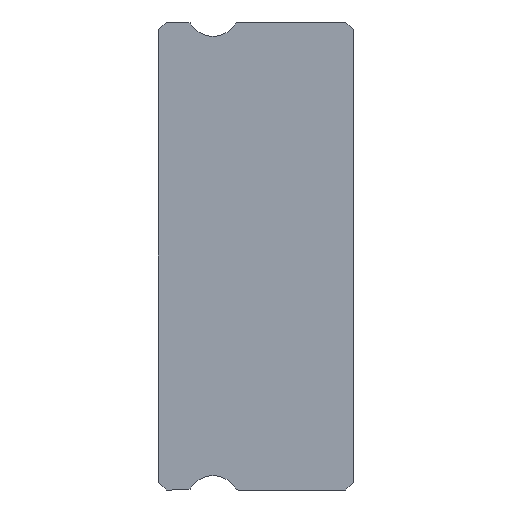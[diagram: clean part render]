
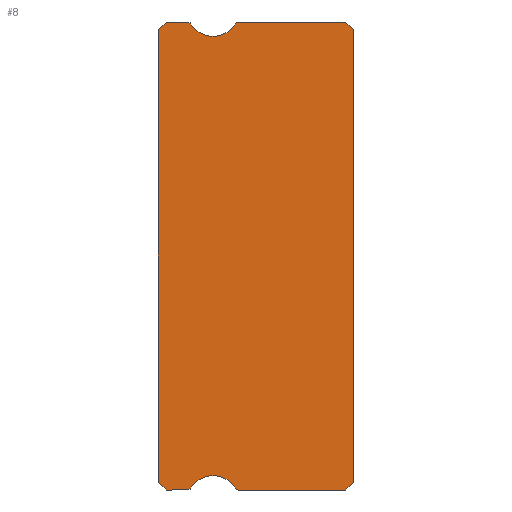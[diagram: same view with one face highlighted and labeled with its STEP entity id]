
A CAD part, left-side view. The second image highlights one B-rep face of the part: STEP entity #8.
In plain terms, the highlighted planar face has unit normal (-1, 0, 0).
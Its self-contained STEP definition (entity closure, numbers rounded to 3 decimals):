
#1 = EDGE_CURVE ( 'NONE', #937, #1209, #847, .T. ) ;
#3 = VERTEX_POINT ( 'NONE', #139 ) ;
#5 = FACE_OUTER_BOUND ( 'NONE', #721, .T. ) ;
#8 = ADVANCED_FACE ( 'NONE', ( #5 ), #703, .F. ) ;
#9 = ORIENTED_EDGE ( 'NONE', *, *, #477, .T. ) ;
#14 = DIRECTION ( 'NONE',  ( 0., -0.707, -0.707 ) ) ;
#21 = AXIS2_PLACEMENT_3D ( 'NONE', #1450, #340, #893 ) ;
#25 = CARTESIAN_POINT ( 'NONE',  ( -5., 0., -8.7 ) ) ;
#26 = CARTESIAN_POINT ( 'NONE',  ( -5., 6.381, 8.85 ) ) ;
#45 = CARTESIAN_POINT ( 'NONE',  ( -5., 6.381, -8.85 ) ) ;
#58 = ORIENTED_EDGE ( 'NONE', *, *, #906, .F. ) ;
#67 = EDGE_CURVE ( 'NONE', #275, #546, #1352, .T. ) ;
#73 = CARTESIAN_POINT ( 'NONE',  ( -5., 7.5, 8.7 ) ) ;
#116 = CARTESIAN_POINT ( 'NONE',  ( -5., 6.381, 8.85 ) ) ;
#121 = EDGE_CURVE ( 'NONE', #355, #275, #1135, .T. ) ;
#122 = CARTESIAN_POINT ( 'NONE',  ( -5., 6.381, 9. ) ) ;
#133 = CARTESIAN_POINT ( 'NONE',  ( -5., 6.381, -9. ) ) ;
#139 = CARTESIAN_POINT ( 'NONE',  ( -5., 0., -8.7 ) ) ;
#142 = AXIS2_PLACEMENT_3D ( 'NONE', #1429, #1423, #547 ) ;
#148 = ORIENTED_EDGE ( 'NONE', *, *, #1369, .T. ) ;
#164 = CARTESIAN_POINT ( 'NONE',  ( -5., 4.547, 8.928 ) ) ;
#194 = CARTESIAN_POINT ( 'NONE',  ( -5., 7.2, 9. ) ) ;
#203 = DIRECTION ( 'NONE',  ( 0., 0., -1. ) ) ;
#210 = EDGE_CURVE ( 'NONE', #298, #552, #241, .T. ) ;
#214 = CARTESIAN_POINT ( 'NONE',  ( -5., 0.3, 9. ) ) ;
#239 = DIRECTION ( 'NONE',  ( 1., 0., 0. ) ) ;
#241 = CIRCLE ( 'NONE', #913, 1. ) ;
#260 = DIRECTION ( 'NONE',  ( 0., 0., -1. ) ) ;
#261 = VECTOR ( 'NONE', #1308, 1000. ) ;
#263 = VECTOR ( 'NONE', #580, 1000. ) ;
#264 = DIRECTION ( 'NONE',  ( 0., 0., 1. ) ) ;
#272 = ORIENTED_EDGE ( 'NONE', *, *, #121, .F. ) ;
#275 = VERTEX_POINT ( 'NONE', #877 ) ;
#278 = AXIS2_PLACEMENT_3D ( 'NONE', #788, #1386, #1273 ) ;
#292 = DIRECTION ( 'NONE',  ( 0., -1., 0. ) ) ;
#298 = VERTEX_POINT ( 'NONE', #1090 ) ;
#316 = EDGE_CURVE ( 'NONE', #1196, #577, #787, .T. ) ;
#335 = LINE ( 'NONE', #1040, #770 ) ;
#340 = DIRECTION ( 'NONE',  ( 1., 0., 0. ) ) ;
#355 = VERTEX_POINT ( 'NONE', #974 ) ;
#367 = DIRECTION ( 'NONE',  ( 1., 0., 0. ) ) ;
#368 = EDGE_CURVE ( 'NONE', #858, #577, #1302, .T. ) ;
#383 = DIRECTION ( 'NONE',  ( 0., -0.707, -0.707 ) ) ;
#390 = EDGE_CURVE ( 'NONE', #1056, #717, #545, .T. ) ;
#396 = CARTESIAN_POINT ( 'NONE',  ( -5., 5.4, 9.45 ) ) ;
#413 = DIRECTION ( 'NONE',  ( 0., 1., 0. ) ) ;
#477 = EDGE_CURVE ( 'NONE', #3, #988, #911, .T. ) ;
#494 = VECTOR ( 'NONE', #656, 1000. ) ;
#505 = EDGE_CURVE ( 'NONE', #845, #1192, #1425, .T. ) ;
#527 = EDGE_CURVE ( 'NONE', #717, #988, #1245, .T. ) ;
#538 = ORIENTED_EDGE ( 'NONE', *, *, #67, .F. ) ;
#545 = LINE ( 'NONE', #122, #261 ) ;
#546 = VERTEX_POINT ( 'NONE', #833 ) ;
#547 = DIRECTION ( 'NONE',  ( 0., 0., -1. ) ) ;
#552 = VERTEX_POINT ( 'NONE', #164 ) ;
#577 = VERTEX_POINT ( 'NONE', #732 ) ;
#580 = DIRECTION ( 'NONE',  ( 0., 1., 0. ) ) ;
#585 = DIRECTION ( 'NONE',  ( 0., 0.707, -0.707 ) ) ;
#592 = LINE ( 'NONE', #25, #680 ) ;
#598 = ORIENTED_EDGE ( 'NONE', *, *, #1377, .F. ) ;
#622 = EDGE_CURVE ( 'NONE', #937, #1196, #625, .T. ) ;
#625 = LINE ( 'NONE', #1063, #1306 ) ;
#656 = DIRECTION ( 'NONE',  ( 0., 0.707, -0.707 ) ) ;
#669 = CARTESIAN_POINT ( 'NONE',  ( -5., 6.253, -8.928 ) ) ;
#680 = VECTOR ( 'NONE', #585, 1000. ) ;
#689 = EDGE_CURVE ( 'NONE', #853, #1192, #846, .T. ) ;
#703 = PLANE ( 'NONE',  #1054 ) ;
#717 = VERTEX_POINT ( 'NONE', #214 ) ;
#721 = EDGE_LOOP ( 'NONE', ( #1240, #148, #832, #1104, #908, #538, #272, #58, #9, #909, #919, #1151, #841, #598, #1404, #1070, #746 ) ) ;
#732 = CARTESIAN_POINT ( 'NONE',  ( -5., 7.5, 8.7 ) ) ;
#746 = ORIENTED_EDGE ( 'NONE', *, *, #316, .T. ) ;
#748 = CIRCLE ( 'NONE', #278, 1. ) ;
#763 = EDGE_CURVE ( 'NONE', #552, #1056, #1351, .T. ) ;
#770 = VECTOR ( 'NONE', #383, 1000. ) ;
#787 = LINE ( 'NONE', #73, #494 ) ;
#788 = CARTESIAN_POINT ( 'NONE',  ( -5., 5.4, 9.45 ) ) ;
#802 = EDGE_CURVE ( 'NONE', #546, #845, #822, .T. ) ;
#803 = CARTESIAN_POINT ( 'NONE',  ( -5., 0., 8.7 ) ) ;
#822 = CIRCLE ( 'NONE', #1284, 1. ) ;
#832 = ORIENTED_EDGE ( 'NONE', *, *, #689, .T. ) ;
#833 = CARTESIAN_POINT ( 'NONE',  ( -5., 4.547, -8.928 ) ) ;
#841 = ORIENTED_EDGE ( 'NONE', *, *, #210, .F. ) ;
#845 = VERTEX_POINT ( 'NONE', #669 ) ;
#846 = LINE ( 'NONE', #1288, #1024 ) ;
#847 = CIRCLE ( 'NONE', #1027, 0.15 ) ;
#853 = VERTEX_POINT ( 'NONE', #897 ) ;
#858 = VERTEX_POINT ( 'NONE', #1029 ) ;
#877 = CARTESIAN_POINT ( 'NONE',  ( -5., 4.419, -9. ) ) ;
#884 = CARTESIAN_POINT ( 'NONE',  ( -5., 5.4, -9.45 ) ) ;
#893 = DIRECTION ( 'NONE',  ( 0., 0., -1. ) ) ;
#897 = CARTESIAN_POINT ( 'NONE',  ( -5., 7.2, -9. ) ) ;
#898 = DIRECTION ( 'NONE',  ( 0., 0., -1. ) ) ;
#906 = EDGE_CURVE ( 'NONE', #3, #355, #592, .T. ) ;
#908 = ORIENTED_EDGE ( 'NONE', *, *, #802, .F. ) ;
#909 = ORIENTED_EDGE ( 'NONE', *, *, #527, .F. ) ;
#911 = LINE ( 'NONE', #803, #1449 ) ;
#913 = AXIS2_PLACEMENT_3D ( 'NONE', #396, #936, #944 ) ;
#919 = ORIENTED_EDGE ( 'NONE', *, *, #390, .F. ) ;
#920 = CARTESIAN_POINT ( 'NONE',  ( -5., 6.381, 9. ) ) ;
#936 = DIRECTION ( 'NONE',  ( -1., 0., 0. ) ) ;
#937 = VERTEX_POINT ( 'NONE', #920 ) ;
#942 = CARTESIAN_POINT ( 'NONE',  ( -5., 4.419, 9. ) ) ;
#944 = DIRECTION ( 'NONE',  ( 0., 0., -1. ) ) ;
#974 = CARTESIAN_POINT ( 'NONE',  ( -5., 0.3, -9. ) ) ;
#988 = VERTEX_POINT ( 'NONE', #1021 ) ;
#1002 = VECTOR ( 'NONE', #1195, 1000. ) ;
#1021 = CARTESIAN_POINT ( 'NONE',  ( -5., 0., 8.7 ) ) ;
#1024 = VECTOR ( 'NONE', #292, 1000. ) ;
#1025 = CARTESIAN_POINT ( 'NONE',  ( -5., 0.3, 9. ) ) ;
#1027 = AXIS2_PLACEMENT_3D ( 'NONE', #26, #1256, #898 ) ;
#1029 = CARTESIAN_POINT ( 'NONE',  ( -5., 7.5, -8.7 ) ) ;
#1040 = CARTESIAN_POINT ( 'NONE',  ( -5., 7.2, -9. ) ) ;
#1054 = AXIS2_PLACEMENT_3D ( 'NONE', #116, #239, #260 ) ;
#1056 = VERTEX_POINT ( 'NONE', #942 ) ;
#1063 = CARTESIAN_POINT ( 'NONE',  ( -5., 7.2, 9. ) ) ;
#1070 = ORIENTED_EDGE ( 'NONE', *, *, #622, .T. ) ;
#1090 = CARTESIAN_POINT ( 'NONE',  ( -5., 5.4, 8.45 ) ) ;
#1104 = ORIENTED_EDGE ( 'NONE', *, *, #505, .F. ) ;
#1106 = CARTESIAN_POINT ( 'NONE',  ( -5., 6.381, -9. ) ) ;
#1135 = LINE ( 'NONE', #133, #263 ) ;
#1151 = ORIENTED_EDGE ( 'NONE', *, *, #763, .F. ) ;
#1192 = VERTEX_POINT ( 'NONE', #1106 ) ;
#1195 = DIRECTION ( 'NONE',  ( 0., 0., 1. ) ) ;
#1196 = VERTEX_POINT ( 'NONE', #194 ) ;
#1209 = VERTEX_POINT ( 'NONE', #1437 ) ;
#1236 = VECTOR ( 'NONE', #14, 1000. ) ;
#1240 = ORIENTED_EDGE ( 'NONE', *, *, #368, .F. ) ;
#1245 = LINE ( 'NONE', #1025, #1236 ) ;
#1256 = DIRECTION ( 'NONE',  ( 1., 0., 0. ) ) ;
#1259 = DIRECTION ( 'NONE',  ( 0., 0., -1. ) ) ;
#1273 = DIRECTION ( 'NONE',  ( 0., 0., -1. ) ) ;
#1284 = AXIS2_PLACEMENT_3D ( 'NONE', #884, #1334, #203 ) ;
#1288 = CARTESIAN_POINT ( 'NONE',  ( -5., 6.381, -9. ) ) ;
#1302 = LINE ( 'NONE', #1319, #1002 ) ;
#1306 = VECTOR ( 'NONE', #413, 1000. ) ;
#1308 = DIRECTION ( 'NONE',  ( 0., -1., 0. ) ) ;
#1319 = CARTESIAN_POINT ( 'NONE',  ( -5., 7.5, 8.85 ) ) ;
#1334 = DIRECTION ( 'NONE',  ( -1., 0., 0. ) ) ;
#1350 = AXIS2_PLACEMENT_3D ( 'NONE', #45, #367, #1259 ) ;
#1351 = CIRCLE ( 'NONE', #142, 0.15 ) ;
#1352 = CIRCLE ( 'NONE', #21, 0.15 ) ;
#1369 = EDGE_CURVE ( 'NONE', #858, #853, #335, .T. ) ;
#1377 = EDGE_CURVE ( 'NONE', #1209, #298, #748, .T. ) ;
#1386 = DIRECTION ( 'NONE',  ( -1., 0., 0. ) ) ;
#1404 = ORIENTED_EDGE ( 'NONE', *, *, #1, .F. ) ;
#1423 = DIRECTION ( 'NONE',  ( 1., 0., 0. ) ) ;
#1425 = CIRCLE ( 'NONE', #1350, 0.15 ) ;
#1429 = CARTESIAN_POINT ( 'NONE',  ( -5., 4.419, 8.85 ) ) ;
#1437 = CARTESIAN_POINT ( 'NONE',  ( -5., 6.253, 8.928 ) ) ;
#1449 = VECTOR ( 'NONE', #264, 1000. ) ;
#1450 = CARTESIAN_POINT ( 'NONE',  ( -5., 4.419, -8.85 ) ) ;
